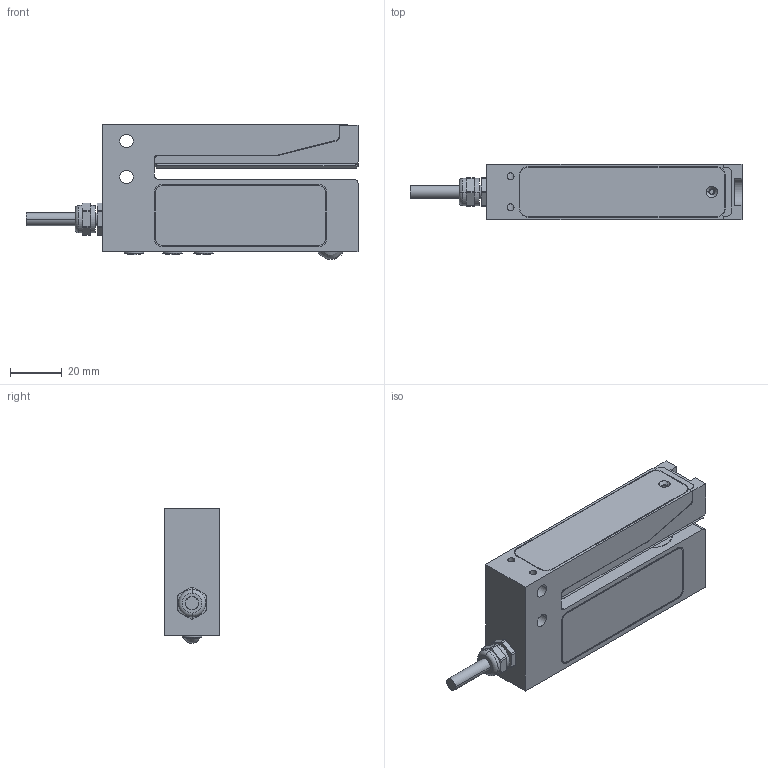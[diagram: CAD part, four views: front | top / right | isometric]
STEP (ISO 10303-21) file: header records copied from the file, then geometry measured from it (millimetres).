
FILE_DESCRIPTION((''),'2;1');
FILE_NAME('226792_SM01_ASM','2022-01-14T10:27:18',('PDMAdmin'),('BANNER ENGINEERING'),'CREO PARAMETRIC BY PTC INC, 2019292','CREO PARAMETRIC BY PTC INC, 2019292','');
FILE_SCHEMA(('CONFIG_CONTROL_DESIGN'));
Length unit declared in the file: millimetre
Products named in the file (3): 226792_SM01; 226792_EP02; 226792_SM01_ASM
Assembly tree (2 placements, depth 2):
  226792_SM01_ASM
    226792_SM01
    226792_EP02
Bounding box: 128.73 x 21.59 x 52.27 mm (x, y, z)
Volume: 97906.1 mm3; surface area: 23320.4 mm2
Topology: 2 solids, 2 shells, 302 faces, 780 edges, 509 vertices
Faces by surface type: plane 143, cylinder 119, extrusion 13, cone 8, torus 8, sphere 6, bspline 5
Entity records: 10607 total; most frequent: CARTESIAN_POINT 2986, DIRECTION 1605, ORIENTED_EDGE 1548, EDGE_CURVE 774, AXIS2_PLACEMENT_3D 573, VERTEX_POINT 509, VECTOR 459, LINE 446
